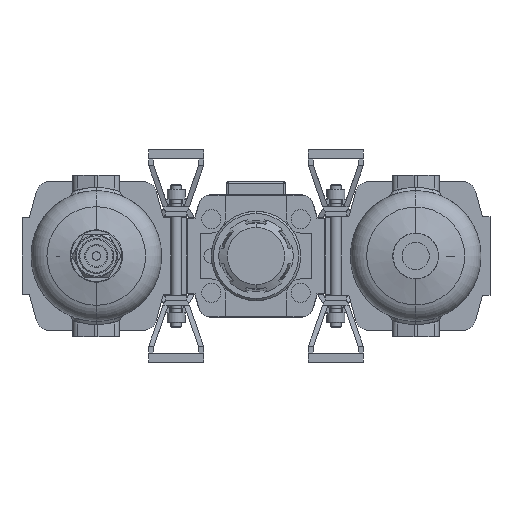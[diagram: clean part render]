
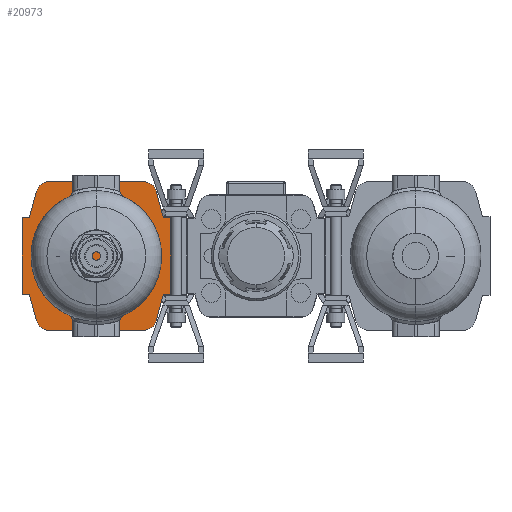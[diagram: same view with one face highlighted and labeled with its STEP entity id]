
A CAD part, front view. The second image highlights one B-rep face of the part: STEP entity #20973.
In plain terms, the highlighted planar face has unit normal (0, -1, 0).
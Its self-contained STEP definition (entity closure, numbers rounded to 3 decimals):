
#43 = VECTOR ( 'NONE', #24437, 1000. ) ;
#402 = CIRCLE ( 'NONE', #1490, 6. ) ;
#898 = CARTESIAN_POINT ( 'NONE',  ( -22.396, -34., 29. ) ) ;
#1128 = DIRECTION ( 'NONE',  ( 0.259, 0., -0.966 ) ) ;
#1129 = LINE ( 'NONE', #5104, #5585 ) ;
#1490 = AXIS2_PLACEMENT_3D ( 'NONE', #9908, #12593, #17457 ) ;
#1959 = CARTESIAN_POINT ( 'NONE',  ( 35., -34., 18. ) ) ;
#2017 = ORIENTED_EDGE ( 'NONE', *, *, #3222, .T. ) ;
#2366 = CARTESIAN_POINT ( 'NONE',  ( 28.192, -34., -30.553 ) ) ;
#2581 = VERTEX_POINT ( 'NONE', #25367 ) ;
#2683 = LINE ( 'NONE', #13304, #25587 ) ;
#2877 = VERTEX_POINT ( 'NONE', #17096 ) ;
#2891 = LINE ( 'NONE', #4359, #28768 ) ;
#3222 = EDGE_CURVE ( 'NONE', #13358, #8763, #2891, .T. ) ;
#3482 = DIRECTION ( 'NONE',  ( 0., 0., 1. ) ) ;
#4241 = VERTEX_POINT ( 'NONE', #18874 ) ;
#4359 = CARTESIAN_POINT ( 'NONE',  ( 27., -34., 35. ) ) ;
#4459 = CARTESIAN_POINT ( 'NONE',  ( 22.396, -34., 29. ) ) ;
#4771 = DIRECTION ( 'NONE',  ( 0., -1., 0. ) ) ;
#4814 = CARTESIAN_POINT ( 'NONE',  ( 35., -34., -18. ) ) ;
#4921 = EDGE_LOOP ( 'NONE', ( #2017, #5853, #26402, #21432, #16226, #28648, #23316, #9647, #9919, #15917, #19173, #18121, #26899, #6542, #30223, #20835 ) ) ;
#4953 = VERTEX_POINT ( 'NONE', #19722 ) ;
#5067 = VECTOR ( 'NONE', #23701, 1000. ) ;
#5083 = VERTEX_POINT ( 'NONE', #20831 ) ;
#5104 = CARTESIAN_POINT ( 'NONE',  ( 35., -34., 18. ) ) ;
#5143 = AXIS2_PLACEMENT_3D ( 'NONE', #4459, #4771, #11564 ) ;
#5199 = CARTESIAN_POINT ( 'NONE',  ( 28.192, -34., 30.553 ) ) ;
#5274 = DIRECTION ( 'NONE',  ( 0., 0., 1. ) ) ;
#5585 = VECTOR ( 'NONE', #26379, 1000. ) ;
#5853 = ORIENTED_EDGE ( 'NONE', *, *, #14497, .T. ) ;
#6233 = LINE ( 'NONE', #29471, #30630 ) ;
#6324 = CIRCLE ( 'NONE', #10040, 6. ) ;
#6368 = LINE ( 'NONE', #24330, #43 ) ;
#6542 = ORIENTED_EDGE ( 'NONE', *, *, #26369, .F. ) ;
#6958 = EDGE_CURVE ( 'NONE', #5083, #17484, #7541, .T. ) ;
#7541 = LINE ( 'NONE', #14607, #18635 ) ;
#7621 = CIRCLE ( 'NONE', #5143, 6. ) ;
#7723 = CARTESIAN_POINT ( 'NONE',  ( 35., -34., -18. ) ) ;
#7831 = DIRECTION ( 'NONE',  ( -1., 0., 0. ) ) ;
#7934 = CARTESIAN_POINT ( 'NONE',  ( -22.396, -34., -29. ) ) ;
#8193 = LINE ( 'NONE', #21516, #25893 ) ;
#8279 = EDGE_CURVE ( 'NONE', #19544, #23093, #6368, .T. ) ;
#8763 = VERTEX_POINT ( 'NONE', #5199 ) ;
#8790 = VERTEX_POINT ( 'NONE', #19464 ) ;
#9437 = LINE ( 'NONE', #7723, #26017 ) ;
#9647 = ORIENTED_EDGE ( 'NONE', *, *, #16012, .F. ) ;
#9908 = CARTESIAN_POINT ( 'NONE',  ( 22.396, -34., -29. ) ) ;
#9919 = ORIENTED_EDGE ( 'NONE', *, *, #21450, .T. ) ;
#10040 = AXIS2_PLACEMENT_3D ( 'NONE', #898, #24264, #5274 ) ;
#10080 = DIRECTION ( 'NONE',  ( -0.259, 0., -0.966 ) ) ;
#10267 = CARTESIAN_POINT ( 'NONE',  ( -35., -34., -18. ) ) ;
#10469 = PLANE ( 'NONE',  #23509 ) ;
#10624 = DIRECTION ( 'NONE',  ( -1., 0., 0. ) ) ;
#11160 = DIRECTION ( 'NONE',  ( 0., 0., -1. ) ) ;
#11564 = DIRECTION ( 'NONE',  ( 0., 0., 1. ) ) ;
#11630 = EDGE_CURVE ( 'NONE', #23093, #5083, #6324, .T. ) ;
#11799 = LINE ( 'NONE', #24783, #21424 ) ;
#11939 = VECTOR ( 'NONE', #11160, 1000. ) ;
#12012 = CARTESIAN_POINT ( 'NONE',  ( 35., -34., 18. ) ) ;
#12593 = DIRECTION ( 'NONE',  ( 0., -1., 0. ) ) ;
#12648 = DIRECTION ( 'NONE',  ( 0., 1., 0. ) ) ;
#13304 = CARTESIAN_POINT ( 'NONE',  ( 35., -34., -18. ) ) ;
#13358 = VERTEX_POINT ( 'NONE', #26319 ) ;
#13839 = DIRECTION ( 'NONE',  ( -0.259, 0., 0.966 ) ) ;
#13930 = DIRECTION ( 'NONE',  ( 0., 0., -1. ) ) ;
#14015 = EDGE_CURVE ( 'NONE', #2581, #13358, #24269, .T. ) ;
#14077 = VERTEX_POINT ( 'NONE', #4814 ) ;
#14442 = CIRCLE ( 'NONE', #23235, 6. ) ;
#14497 = EDGE_CURVE ( 'NONE', #8763, #19544, #7621, .T. ) ;
#14607 = CARTESIAN_POINT ( 'NONE',  ( -27., -34., 35. ) ) ;
#15288 = CARTESIAN_POINT ( 'NONE',  ( -22.396, -34., 35. ) ) ;
#15917 = ORIENTED_EDGE ( 'NONE', *, *, #18638, .T. ) ;
#16012 = EDGE_CURVE ( 'NONE', #25748, #22435, #9437, .T. ) ;
#16226 = ORIENTED_EDGE ( 'NONE', *, *, #6958, .T. ) ;
#16538 = CARTESIAN_POINT ( 'NONE',  ( -35., -34., 18. ) ) ;
#16810 = EDGE_CURVE ( 'NONE', #2581, #14077, #25999, .T. ) ;
#16952 = EDGE_CURVE ( 'NONE', #25539, #22435, #28595, .T. ) ;
#16969 = VERTEX_POINT ( 'NONE', #2366 ) ;
#17096 = CARTESIAN_POINT ( 'NONE',  ( 31.555, -34., -18. ) ) ;
#17457 = DIRECTION ( 'NONE',  ( 0., 0., 1. ) ) ;
#17484 = VERTEX_POINT ( 'NONE', #27779 ) ;
#17511 = DIRECTION ( 'NONE',  ( 0., 0., 1. ) ) ;
#17519 = VECTOR ( 'NONE', #13930, 1000. ) ;
#17665 = DIRECTION ( 'NONE',  ( 1., 0., 0. ) ) ;
#17884 = CARTESIAN_POINT ( 'NONE',  ( -31.555, -34., -18. ) ) ;
#18121 = ORIENTED_EDGE ( 'NONE', *, *, #27184, .T. ) ;
#18635 = VECTOR ( 'NONE', #10080, 1000. ) ;
#18638 = EDGE_CURVE ( 'NONE', #4953, #4241, #14442, .T. ) ;
#18874 = CARTESIAN_POINT ( 'NONE',  ( -22.396, -34., -35. ) ) ;
#19125 = EDGE_CURVE ( 'NONE', #17484, #25539, #1129, .T. ) ;
#19173 = ORIENTED_EDGE ( 'NONE', *, *, #28958, .T. ) ;
#19464 = CARTESIAN_POINT ( 'NONE',  ( 22.396, -34., -35. ) ) ;
#19544 = VERTEX_POINT ( 'NONE', #28212 ) ;
#19722 = CARTESIAN_POINT ( 'NONE',  ( -28.192, -34., -30.553 ) ) ;
#20831 = CARTESIAN_POINT ( 'NONE',  ( -28.192, -34., 30.553 ) ) ;
#20835 = ORIENTED_EDGE ( 'NONE', *, *, #14015, .T. ) ;
#20973 = ADVANCED_FACE ( 'NONE', ( #21401 ), #10469, .F. ) ;
#21401 = FACE_OUTER_BOUND ( 'NONE', #4921, .T. ) ;
#21424 = VECTOR ( 'NONE', #17665, 1000. ) ;
#21432 = ORIENTED_EDGE ( 'NONE', *, *, #11630, .T. ) ;
#21450 = EDGE_CURVE ( 'NONE', #25748, #4953, #6233, .T. ) ;
#21516 = CARTESIAN_POINT ( 'NONE',  ( 27., -34., -35. ) ) ;
#22435 = VERTEX_POINT ( 'NONE', #10267 ) ;
#23093 = VERTEX_POINT ( 'NONE', #15288 ) ;
#23235 = AXIS2_PLACEMENT_3D ( 'NONE', #7934, #27129, #3482 ) ;
#23316 = ORIENTED_EDGE ( 'NONE', *, *, #16952, .T. ) ;
#23509 = AXIS2_PLACEMENT_3D ( 'NONE', #24417, #12648, #17511 ) ;
#23701 = DIRECTION ( 'NONE',  ( -1., 0., 0. ) ) ;
#24264 = DIRECTION ( 'NONE',  ( 0., -1., 0. ) ) ;
#24269 = LINE ( 'NONE', #12012, #5067 ) ;
#24330 = CARTESIAN_POINT ( 'NONE',  ( -27., -34., 35. ) ) ;
#24417 = CARTESIAN_POINT ( 'NONE',  ( 35., -34., 18. ) ) ;
#24437 = DIRECTION ( 'NONE',  ( -1., 0., 0. ) ) ;
#24783 = CARTESIAN_POINT ( 'NONE',  ( -27., -34., -35. ) ) ;
#25367 = CARTESIAN_POINT ( 'NONE',  ( 35., -34., 18. ) ) ;
#25539 = VERTEX_POINT ( 'NONE', #26270 ) ;
#25587 = VECTOR ( 'NONE', #10624, 1000. ) ;
#25748 = VERTEX_POINT ( 'NONE', #17884 ) ;
#25893 = VECTOR ( 'NONE', #26579, 1000. ) ;
#25999 = LINE ( 'NONE', #1959, #11939 ) ;
#26017 = VECTOR ( 'NONE', #7831, 1000. ) ;
#26270 = CARTESIAN_POINT ( 'NONE',  ( -35., -34., 18. ) ) ;
#26319 = CARTESIAN_POINT ( 'NONE',  ( 31.555, -34., 18. ) ) ;
#26369 = EDGE_CURVE ( 'NONE', #14077, #2877, #2683, .T. ) ;
#26379 = DIRECTION ( 'NONE',  ( -1., 0., 0. ) ) ;
#26402 = ORIENTED_EDGE ( 'NONE', *, *, #8279, .T. ) ;
#26579 = DIRECTION ( 'NONE',  ( 0.259, 0., 0.966 ) ) ;
#26899 = ORIENTED_EDGE ( 'NONE', *, *, #28221, .T. ) ;
#27129 = DIRECTION ( 'NONE',  ( 0., -1., 0. ) ) ;
#27184 = EDGE_CURVE ( 'NONE', #8790, #16969, #402, .T. ) ;
#27779 = CARTESIAN_POINT ( 'NONE',  ( -31.555, -34., 18. ) ) ;
#28212 = CARTESIAN_POINT ( 'NONE',  ( 22.396, -34., 35. ) ) ;
#28221 = EDGE_CURVE ( 'NONE', #16969, #2877, #8193, .T. ) ;
#28595 = LINE ( 'NONE', #16538, #17519 ) ;
#28648 = ORIENTED_EDGE ( 'NONE', *, *, #19125, .T. ) ;
#28768 = VECTOR ( 'NONE', #13839, 1000. ) ;
#28958 = EDGE_CURVE ( 'NONE', #4241, #8790, #11799, .T. ) ;
#29471 = CARTESIAN_POINT ( 'NONE',  ( -27., -34., -35. ) ) ;
#30223 = ORIENTED_EDGE ( 'NONE', *, *, #16810, .F. ) ;
#30630 = VECTOR ( 'NONE', #1128, 1000. ) ;
